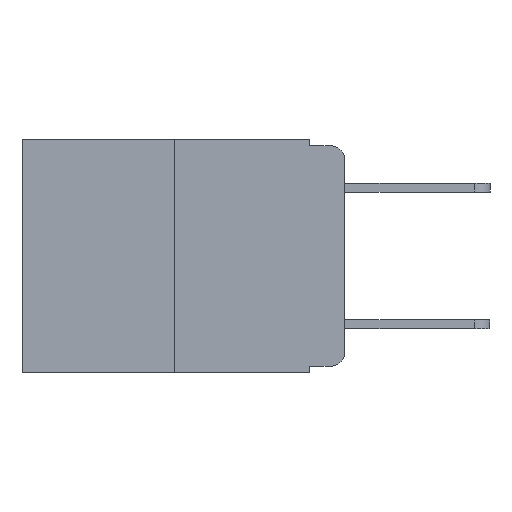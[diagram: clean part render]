
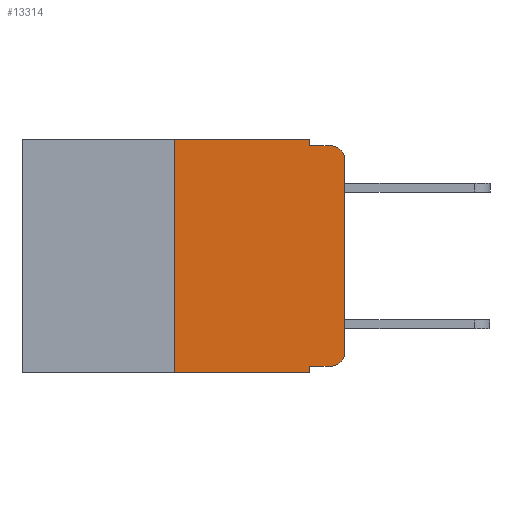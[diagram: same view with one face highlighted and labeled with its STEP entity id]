
A CAD part, left-side view. The second image highlights one B-rep face of the part: STEP entity #13314.
In plain terms, the highlighted planar face has unit normal (-1, 0, 0).
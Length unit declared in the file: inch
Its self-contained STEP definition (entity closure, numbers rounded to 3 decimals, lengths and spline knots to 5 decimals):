
#385 = CARTESIAN_POINT ( 'NONE',  ( 0., 0.051, 0. ) ) ;
#397 = CIRCLE ( 'NONE', #422, 0.02 ) ;
#422 = AXIS2_PLACEMENT_3D ( 'NONE', #18571, #8224, #20111 ) ;
#646 = CARTESIAN_POINT ( 'NONE',  ( 0., 0.473, 0. ) ) ;
#924 = ORIENTED_EDGE ( 'NONE', *, *, #22107, .T. ) ;
#1073 = CARTESIAN_POINT ( 'NONE',  ( 0., 0.051, -0.01 ) ) ;
#1385 = EDGE_CURVE ( 'NONE', #16367, #21249, #21395, .T. ) ;
#1799 = CARTESIAN_POINT ( 'NONE',  ( 0., 0.25, 0. ) ) ;
#2059 = VERTEX_POINT ( 'NONE', #1799 ) ;
#2061 = CARTESIAN_POINT ( 'NONE',  ( 0., 0.473, 0. ) ) ;
#2355 = DIRECTION ( 'NONE',  ( 0., 0., -1. ) ) ;
#2396 = ORIENTED_EDGE ( 'NONE', *, *, #9377, .F. ) ;
#2759 = EDGE_LOOP ( 'NONE', ( #13073, #6364, #8624, #10922, #2396, #16868, #924, #21546, #19854, #8418 ) ) ;
#2973 = DIRECTION ( 'NONE',  ( 0., -1., 0. ) ) ;
#3775 = CARTESIAN_POINT ( 'NONE',  ( 0., 0.473, -0.343 ) ) ;
#3906 = DIRECTION ( 'NONE',  ( 0., 0., -1. ) ) ;
#4349 = EDGE_CURVE ( 'NONE', #13360, #2059, #7879, .T. ) ;
#4524 = VECTOR ( 'NONE', #16833, 39.37008 ) ;
#5547 = DIRECTION ( 'NONE',  ( 0., -1., 0. ) ) ;
#5786 = VECTOR ( 'NONE', #13357, 39.37008 ) ;
#5841 = FACE_OUTER_BOUND ( 'NONE', #2759, .T. ) ;
#6009 = CARTESIAN_POINT ( 'NONE',  ( 0., 0.02, -0.313 ) ) ;
#6356 = LINE ( 'NONE', #10237, #15231 ) ;
#6364 = ORIENTED_EDGE ( 'NONE', *, *, #12360, .T. ) ;
#6382 = DIRECTION ( 'NONE',  ( 0., 0., 1. ) ) ;
#7720 = AXIS2_PLACEMENT_3D ( 'NONE', #2061, #14618, #3906 ) ;
#7847 = DIRECTION ( 'NONE',  ( 0., 0., -1. ) ) ;
#7879 = LINE ( 'NONE', #22344, #16126 ) ;
#8224 = DIRECTION ( 'NONE',  ( -1., 0., 0. ) ) ;
#8272 = LINE ( 'NONE', #385, #20688 ) ;
#8376 = CARTESIAN_POINT ( 'NONE',  ( 0., 0.051, -0.01 ) ) ;
#8418 = ORIENTED_EDGE ( 'NONE', *, *, #20821, .T. ) ;
#8624 = ORIENTED_EDGE ( 'NONE', *, *, #1385, .F. ) ;
#9326 = PLANE ( 'NONE',  #7720 ) ;
#9377 = EDGE_CURVE ( 'NONE', #2059, #16802, #19564, .T. ) ;
#9579 = VECTOR ( 'NONE', #5547, 39.37008 ) ;
#10237 = CARTESIAN_POINT ( 'NONE',  ( 0., 0.051, -0.333 ) ) ;
#10474 = CARTESIAN_POINT ( 'NONE',  ( 0., 0., -0.03 ) ) ;
#10688 = CARTESIAN_POINT ( 'NONE',  ( 0., 0., -0.313 ) ) ;
#10883 = DIRECTION ( 'NONE',  ( 0., 0., 1. ) ) ;
#10922 = ORIENTED_EDGE ( 'NONE', *, *, #19431, .F. ) ;
#10980 = LINE ( 'NONE', #18526, #15037 ) ;
#12031 = CARTESIAN_POINT ( 'NONE',  ( 0., 0.02, -0.01 ) ) ;
#12360 = EDGE_CURVE ( 'NONE', #17853, #21249, #397, .T. ) ;
#12496 = VERTEX_POINT ( 'NONE', #15922 ) ;
#12716 = VECTOR ( 'NONE', #20986, 39.37008 ) ;
#13073 = ORIENTED_EDGE ( 'NONE', *, *, #13513, .T. ) ;
#13314 = ADVANCED_FACE ( 'NONE', ( #5841 ), #9326, .F. ) ;
#13357 = DIRECTION ( 'NONE',  ( 0., -1., 0. ) ) ;
#13360 = VERTEX_POINT ( 'NONE', #16399 ) ;
#13513 = EDGE_CURVE ( 'NONE', #17114, #17853, #10980, .T. ) ;
#13643 = CARTESIAN_POINT ( 'NONE',  ( 0., 0.051, -0.333 ) ) ;
#14618 = DIRECTION ( 'NONE',  ( 1., 0., 0. ) ) ;
#15037 = VECTOR ( 'NONE', #6382, 39.37008 ) ;
#15128 = CARTESIAN_POINT ( 'NONE',  ( 0., 0.051, 0. ) ) ;
#15202 = VERTEX_POINT ( 'NONE', #13643 ) ;
#15228 = EDGE_CURVE ( 'NONE', #15202, #16326, #6356, .T. ) ;
#15231 = VECTOR ( 'NONE', #2973, 39.37008 ) ;
#15922 = CARTESIAN_POINT ( 'NONE',  ( 0., 0.051, -0.343 ) ) ;
#16126 = VECTOR ( 'NONE', #10883, 39.37008 ) ;
#16326 = VERTEX_POINT ( 'NONE', #18556 ) ;
#16367 = VERTEX_POINT ( 'NONE', #8376 ) ;
#16399 = CARTESIAN_POINT ( 'NONE',  ( 0., 0.25, -0.343 ) ) ;
#16802 = VERTEX_POINT ( 'NONE', #19880 ) ;
#16833 = DIRECTION ( 'NONE',  ( 0., 0., -1. ) ) ;
#16868 = ORIENTED_EDGE ( 'NONE', *, *, #4349, .F. ) ;
#17114 = VERTEX_POINT ( 'NONE', #10688 ) ;
#17853 = VERTEX_POINT ( 'NONE', #10474 ) ;
#17874 = AXIS2_PLACEMENT_3D ( 'NONE', #6009, #18212, #7847 ) ;
#18212 = DIRECTION ( 'NONE',  ( -1., 0., 0. ) ) ;
#18481 = LINE ( 'NONE', #15128, #4524 ) ;
#18526 = CARTESIAN_POINT ( 'NONE',  ( 0., 0., 0. ) ) ;
#18556 = CARTESIAN_POINT ( 'NONE',  ( 0., 0.02, -0.333 ) ) ;
#18571 = CARTESIAN_POINT ( 'NONE',  ( 0., 0.02, -0.03 ) ) ;
#18653 = LINE ( 'NONE', #3775, #9579 ) ;
#19165 = CIRCLE ( 'NONE', #17874, 0.02 ) ;
#19431 = EDGE_CURVE ( 'NONE', #16802, #16367, #8272, .T. ) ;
#19564 = LINE ( 'NONE', #646, #5786 ) ;
#19854 = ORIENTED_EDGE ( 'NONE', *, *, #15228, .T. ) ;
#19880 = CARTESIAN_POINT ( 'NONE',  ( 0., 0.051, 0. ) ) ;
#20111 = DIRECTION ( 'NONE',  ( 0., 0., -1. ) ) ;
#20220 = EDGE_CURVE ( 'NONE', #15202, #12496, #18481, .T. ) ;
#20688 = VECTOR ( 'NONE', #2355, 39.37008 ) ;
#20821 = EDGE_CURVE ( 'NONE', #16326, #17114, #19165, .T. ) ;
#20986 = DIRECTION ( 'NONE',  ( 0., -1., 0. ) ) ;
#21249 = VERTEX_POINT ( 'NONE', #12031 ) ;
#21395 = LINE ( 'NONE', #1073, #12716 ) ;
#21546 = ORIENTED_EDGE ( 'NONE', *, *, #20220, .F. ) ;
#22107 = EDGE_CURVE ( 'NONE', #13360, #12496, #18653, .T. ) ;
#22344 = CARTESIAN_POINT ( 'NONE',  ( 0., 0.25, 0. ) ) ;
